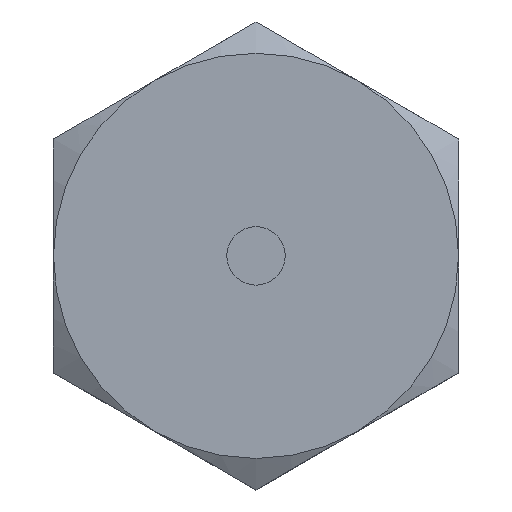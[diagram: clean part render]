
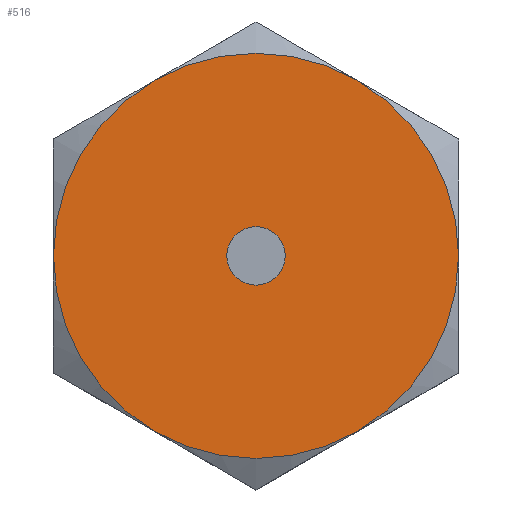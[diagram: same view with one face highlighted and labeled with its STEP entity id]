
A CAD part, top view. The second image highlights one B-rep face of the part: STEP entity #516.
In plain terms, the highlighted planar face has unit normal (0, 0, 1).
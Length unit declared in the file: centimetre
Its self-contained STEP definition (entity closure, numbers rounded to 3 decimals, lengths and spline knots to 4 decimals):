
#75=PLANE('',#586);
#99=FACE_BOUND('',#199,.T.);
#137=FACE_OUTER_BOUND('',#198,.T.);
#198=EDGE_LOOP('',(#427,#428,#429,#430,#431,#432));
#199=EDGE_LOOP('',(#433));
#214=CIRCLE('',#548,0.505);
#224=CIRCLE('',#568,3.5);
#225=CIRCLE('',#570,3.5);
#226=CIRCLE('',#572,3.5);
#227=CIRCLE('',#574,3.5);
#228=CIRCLE('',#576,3.5);
#229=CIRCLE('',#578,3.5);
#244=VERTEX_POINT('',#775);
#260=VERTEX_POINT('',#829);
#262=VERTEX_POINT('',#834);
#264=VERTEX_POINT('',#841);
#265=VERTEX_POINT('',#850);
#268=VERTEX_POINT('',#861);
#269=VERTEX_POINT('',#870);
#286=EDGE_CURVE('',#244,#244,#214,.T.);
#303=EDGE_CURVE('',#262,#260,#224,.T.);
#307=EDGE_CURVE('',#264,#262,#225,.T.);
#309=EDGE_CURVE('',#260,#265,#226,.T.);
#313=EDGE_CURVE('',#268,#264,#227,.T.);
#315=EDGE_CURVE('',#265,#269,#228,.T.);
#319=EDGE_CURVE('',#269,#268,#229,.T.);
#427=ORIENTED_EDGE('',*,*,#303,.T.);
#428=ORIENTED_EDGE('',*,*,#309,.T.);
#429=ORIENTED_EDGE('',*,*,#315,.T.);
#430=ORIENTED_EDGE('',*,*,#319,.T.);
#431=ORIENTED_EDGE('',*,*,#313,.T.);
#432=ORIENTED_EDGE('',*,*,#307,.T.);
#433=ORIENTED_EDGE('',*,*,#286,.T.);
#516=ADVANCED_FACE('',(#137,#99),#75,.T.);
#548=AXIS2_PLACEMENT_3D('',#776,#647,#648);
#568=AXIS2_PLACEMENT_3D('',#835,#687,#688);
#570=AXIS2_PLACEMENT_3D('',#848,#691,#692);
#572=AXIS2_PLACEMENT_3D('',#855,#695,#696);
#574=AXIS2_PLACEMENT_3D('',#868,#699,#700);
#576=AXIS2_PLACEMENT_3D('',#875,#703,#704);
#578=AXIS2_PLACEMENT_3D('',#887,#707,#708);
#586=AXIS2_PLACEMENT_3D('',#901,#729,#730);
#647=DIRECTION('center_axis',(0.,0.,-1.));
#648=DIRECTION('ref_axis',(0.,1.,0.));
#687=DIRECTION('center_axis',(0.,0.,1.));
#688=DIRECTION('ref_axis',(0.,1.,0.));
#691=DIRECTION('center_axis',(0.,0.,1.));
#692=DIRECTION('ref_axis',(0.,1.,0.));
#695=DIRECTION('center_axis',(0.,0.,1.));
#696=DIRECTION('ref_axis',(0.,1.,0.));
#699=DIRECTION('center_axis',(0.,0.,1.));
#700=DIRECTION('ref_axis',(0.,1.,0.));
#703=DIRECTION('center_axis',(0.,0.,1.));
#704=DIRECTION('ref_axis',(0.,1.,0.));
#707=DIRECTION('center_axis',(0.,0.,1.));
#708=DIRECTION('ref_axis',(0.,1.,0.));
#729=DIRECTION('center_axis',(0.,0.,1.));
#730=DIRECTION('ref_axis',(1.,0.,0.));
#775=CARTESIAN_POINT('',(0.,0.505,5.6));
#776=CARTESIAN_POINT('Origin',(0.,0.,5.6));
#829=CARTESIAN_POINT('',(-1.75,3.0311,5.6));
#834=CARTESIAN_POINT('',(1.75,3.0311,5.6));
#835=CARTESIAN_POINT('Origin',(0.,0.,5.6));
#841=CARTESIAN_POINT('',(3.5,0.,5.6));
#848=CARTESIAN_POINT('Origin',(0.,0.,5.6));
#850=CARTESIAN_POINT('',(-3.5,0.,5.6));
#855=CARTESIAN_POINT('Origin',(0.,0.,5.6));
#861=CARTESIAN_POINT('',(1.75,-3.0311,5.6));
#868=CARTESIAN_POINT('Origin',(0.,0.,5.6));
#870=CARTESIAN_POINT('',(-1.75,-3.0311,5.6));
#875=CARTESIAN_POINT('Origin',(0.,0.,5.6));
#887=CARTESIAN_POINT('Origin',(0.,0.,5.6));
#901=CARTESIAN_POINT('Origin',(0.,0.,
5.6));
